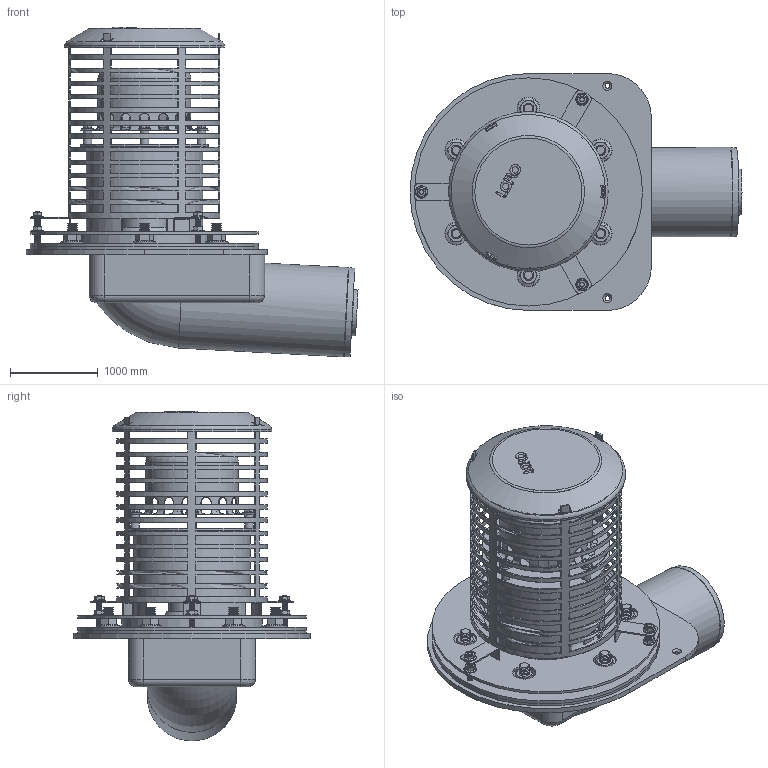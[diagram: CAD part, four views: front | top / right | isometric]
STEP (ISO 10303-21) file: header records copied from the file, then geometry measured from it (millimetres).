
FILE_DESCRIPTION(/* description */ (''),/* implementation_level */ '2;1');
FILE_NAME(/* name */ '01475.100X_3D.stp',/* time_stamp */ '2024-12-11T13:29:15+01:00',/* author */ ('CAD'),/* organization */ (''),/* preprocessor_version */ 'ST-DEVELOPER v20',/* originating_system */ 'AutoCAD Mechanical',/* authorisation */ '');
FILE_SCHEMA (('AUTOMOTIVE_DESIGN { 1 0 10303 214 3 1 1 }'));
Length unit declared in the file: centimetre
Products named in the file (12): Product; *S0; *U2; *U1; *U4; *U3; *U6; *U5; *U8; *U7; *U10; *U9
Assembly tree (29 placements, depth 3):
  Product
    *S0
    *U2
      *U1  x6
    *U4
      *U3  x6
    *U6
      *U5  x3
    *U8
      *U7  x4
    *U10
      *U9  x4
Bounding box: 3783.64 x 2700 x 3758.01 mm (x, y, z)
Volume: 1366349337.5 mm3; surface area: 113090332.5 mm2
Topology: 46 solids, 46 shells, 1701 faces, 4339 edges, 2703 vertices
Faces by surface type: cone 750, plane 640, cylinder 179, torus 100, bspline 29, sphere 3
Full cylindrical faces by diameter (mm): 49.17 x6, 50 x3, 55 x2, 80 x10, 100 x4, 101.06 x6, 140 x6, 160 x6, 260 x6, 500 x3, 510 x1, 530 x4, 560 x1, 590 x2, 595 x2, 600 x2, 630 x1, 980 x1, 1020 x1, 1040 x1, 1060 x1, 1220 x1, 1280 x1, 1300 x4, 1330 x1, 1450 x2, 1600 x1, 1690 x1, 1720 x1, 1790 x1
Entity records: 38909 total; most frequent: CARTESIAN_POINT 11489, ORIENTED_EDGE 5754, DIRECTION 5665, EDGE_CURVE 2877, AXIS2_PLACEMENT_3D 2164, VERTEX_POINT 1867, LINE 1337, VECTOR 1337
